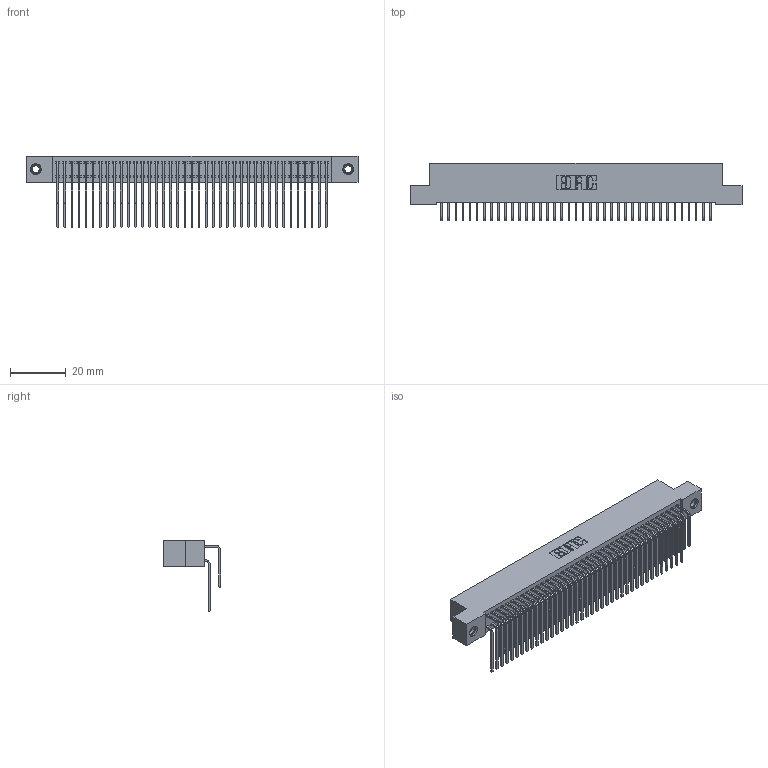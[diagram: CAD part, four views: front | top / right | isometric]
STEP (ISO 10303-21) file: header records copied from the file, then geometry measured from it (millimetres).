
FILE_DESCRIPTION (( 'STEP AP203' ), '1' );
FILE_NAME ('392-078-559-207.STEP', '2018-08-18T02:33:16', ( '' ), ( '' ), 'SwSTEP 2.0', 'SolidWorks 2016', '' );
FILE_SCHEMA (( 'CONFIG_CONTROL_DESIGN' ));
Length unit declared in the file: inch
Products named in the file (5): 342 Part_TI; 345-292-001_558 559 Tail - 1; 345-292-001_559 Tail - 2; 345-250-001_345-250-005-103; 392-078-559-207
Assembly tree (81 placements, depth 2):
  392-078-559-207
    342 Part_TI
    345-292-001_558 559 Tail - 1  x39
    345-292-001_559 Tail - 2  x39
    345-250-001_345-250-005-103  x2
Bounding box: 119.38 x 20.64 x 25.78 mm (x, y, z)
Volume: 11149.4 mm3; surface area: 20135.7 mm2
Topology: 81 solids, 81 shells, 4382 faces, 12993 edges, 8550 vertices
Faces by surface type: plane 3062, cylinder 1304, cone 12, torus 4
Entity records: 28316 total; most frequent: CARTESIAN_POINT 4728, ORIENTED_EDGE 4606, DIRECTION 4057, EDGE_CURVE 2303, VECTOR 2115, LINE 2115, VERTEX_POINT 1528, AXIS2_PLACEMENT_3D 971
